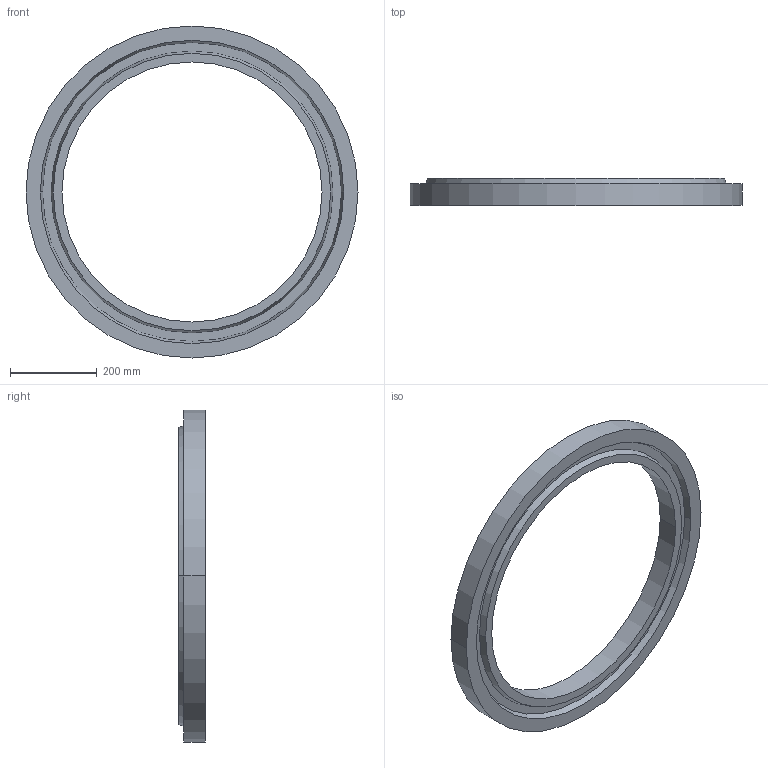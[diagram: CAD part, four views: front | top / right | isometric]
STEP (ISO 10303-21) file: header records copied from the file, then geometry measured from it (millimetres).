
FILE_DESCRIPTION (( 'STEP AP203' ), '1' );
FILE_NAME ('Rudus 2706050 Korotusrengas 600x50.step', '2020-03-19T06:12:56', ( '' ), ( '' ), 'SwSTEP 2.0', 'SolidWorks 2019', '' );
FILE_SCHEMA (( 'CONFIG_CONTROL_DESIGN' ));
Length unit declared in the file: millimetre
Products named in the file (2): kaivo-osa-korotusrengas; Rudus 2706050 Korotusrengas 600x50
Assembly tree (1 placements, depth 2):
  Rudus 2706050 Korotusrengas 600x50
    kaivo-osa-korotusrengas
Bounding box: 766 x 62 x 766 mm (x, y, z)
Volume: 8595271.8 mm3; surface area: 652681.8 mm2
Topology: 1 solids, 1 shells, 18 faces, 36 edges, 24 vertices
Faces by surface type: cone 8, plane 6, cylinder 4
Entity records: 684 total; most frequent: DIRECTION 104, CARTESIAN_POINT 82, ORIENTED_EDGE 72, AXIS2_PLACEMENT_3D 46, EDGE_CURVE 36, CIRCLE 24, EDGE_LOOP 24, VERTEX_POINT 24
